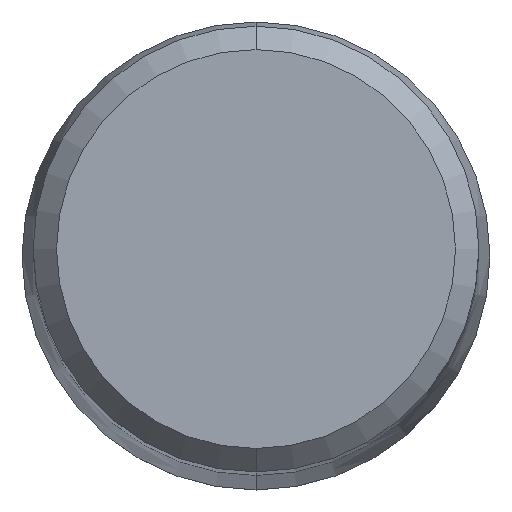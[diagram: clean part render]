
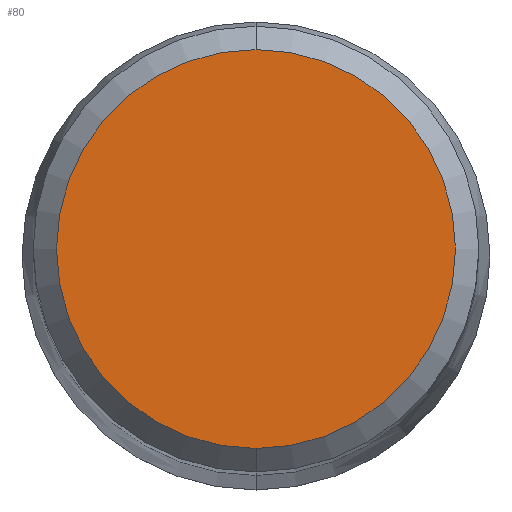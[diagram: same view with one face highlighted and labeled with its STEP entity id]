
A CAD part, top view. The second image highlights one B-rep face of the part: STEP entity #80.
In plain terms, the highlighted planar face has unit normal (0, 0, 1).
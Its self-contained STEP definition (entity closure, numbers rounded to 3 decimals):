
#55=PLANE('',#478);
#80=ADVANCED_FACE('',(#103),#55,.F.);
#103=FACE_OUTER_BOUND('',#126,.T.);
#126=EDGE_LOOP('',(#190,#191));
#190=ORIENTED_EDGE('',*,*,#270,.T.);
#191=ORIENTED_EDGE('',*,*,#269,.T.);
#233=VERTEX_POINT('',#713);
#234=VERTEX_POINT('',#715);
#269=EDGE_CURVE('',#233,#234,#295,.T.);
#270=EDGE_CURVE('',#234,#233,#296,.T.);
#295=CIRCLE('',#475,8.525);
#296=CIRCLE('',#477,8.525);
#475=AXIS2_PLACEMENT_3D('',#716,#599,#600);
#477=AXIS2_PLACEMENT_3D('',#718,#603,#604);
#478=AXIS2_PLACEMENT_3D('',#719,#605,#606);
#599=DIRECTION('',(0.,0.,1.));
#600=DIRECTION('',(0.,-1.,0.));
#603=DIRECTION('',(0.,0.,1.));
#604=DIRECTION('',(0.,1.,0.));
#605=DIRECTION('',(0.,0.,-1.));
#606=DIRECTION('',(0.,-1.,0.));
#713=CARTESIAN_POINT('',(0.,-8.525,0.));
#715=CARTESIAN_POINT('',(0.,8.525,0.));
#716=CARTESIAN_POINT('',(0.,0.,0.));
#718=CARTESIAN_POINT('',(0.,0.,0.));
#719=CARTESIAN_POINT('',(0.,0.,0.));
